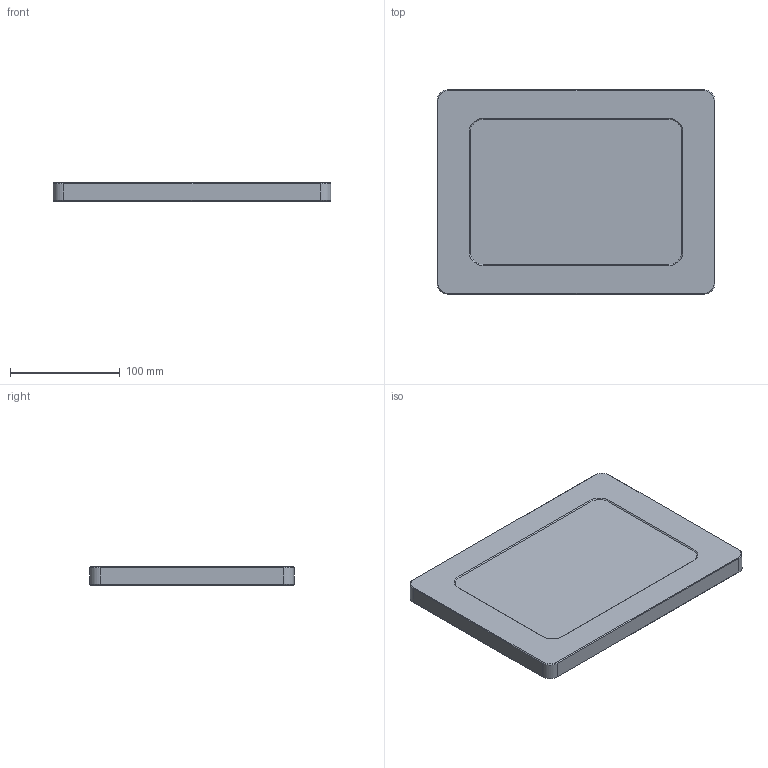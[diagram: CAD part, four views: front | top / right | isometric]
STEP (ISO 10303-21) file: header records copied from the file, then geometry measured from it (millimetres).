
FILE_DESCRIPTION(/* description */ (''),/* implementation_level */ '2;1');
FILE_NAME(/* name */ 'vb_vesa_imini6g.stp',/* time_stamp */ '2022-01-20T12:36:02-05:00',/* author */ ('NickC'),/* organization */ (''),/* preprocessor_version */ 'ST-DEVELOPER v17',/* originating_system */ 'Autodesk Inventor 2019',/* authorisation */ '');
FILE_SCHEMA (('AUTOMOTIVE_DESIGN { 1 0 10303 214 3 1 1 }'));
Length unit declared in the file: inch
Products named in the file (1): Part3
Bounding box: 252.58 x 185.55 x 16.61 mm (x, y, z)
Volume: 746902.2 mm3; surface area: 110077.5 mm2
Topology: 1 solids, 8 shells, 455 faces, 1103 edges, 718 vertices
Faces by surface type: plane 230, cone 99, cylinder 93, bspline 33
Full cylindrical faces by diameter (mm): 2.438 x36, 3.251 x4, 3.306 x8, 4.978 x8, 38.1 x1
Entity records: 15595 total; most frequent: CARTESIAN_POINT 5313, ORIENTED_EDGE 2206, DIRECTION 2047, EDGE_CURVE 1103, AXIS2_PLACEMENT_3D 747, VERTEX_POINT 718, LINE 553, VECTOR 553
